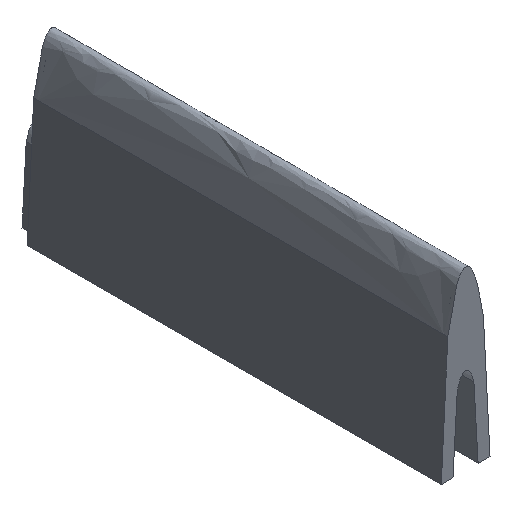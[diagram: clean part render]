
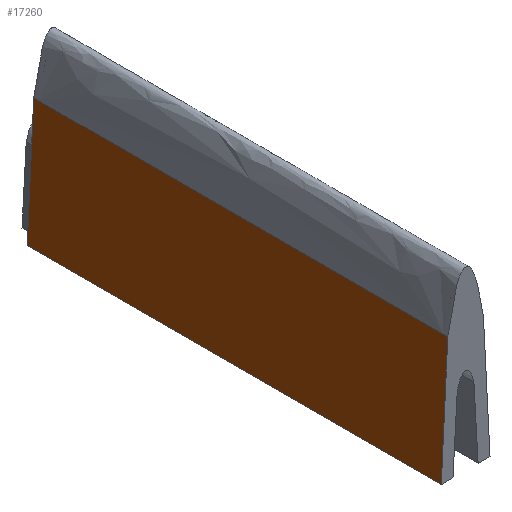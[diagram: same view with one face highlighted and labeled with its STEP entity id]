
A CAD part, isometric view. The second image highlights one B-rep face of the part: STEP entity #17260.
In plain terms, the highlighted free-form (B-spline) face has degree [1, 1] with [2, 2] control points.
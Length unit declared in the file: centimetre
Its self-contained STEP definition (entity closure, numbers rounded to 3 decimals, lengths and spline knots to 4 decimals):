
#100 = CARTESIAN_POINT ('', (-6.8158, -36.1083, 47.7839));
#110 = VERTEX_POINT ('', #100);
#640 = CARTESIAN_POINT ('', (-9.3377, -36.1083, 0.));
#650 = VERTEX_POINT ('', #640);
#660 = CARTESIAN_POINT ('', (-9.3377, -36.1083, 0.));
#670 = CARTESIAN_POINT ('', (-6.8158, -36.1083, 47.7839));
#680 = B_SPLINE_CURVE_WITH_KNOTS ('', 1, (#660, #670), .UNSPECIFIED., .F., .U., (2, 2), (1.0029, 2.0008), .UNSPECIFIED.);
#690 = EDGE_CURVE ('', #650, #110, #680, .T.);
#10550 = CARTESIAN_POINT ('', (-9.3377, 122.4917, 0.));
#10560 = VERTEX_POINT ('', #10550);
#10620 = CARTESIAN_POINT ('', (-6.8158, 122.4917, 47.7839));
#10630 = VERTEX_POINT ('', #10620);
#10640 = CARTESIAN_POINT ('', (-9.3377, 122.4917, 0.));
#10650 = CARTESIAN_POINT ('', (-6.8158, 122.4917, 47.7839));
#10660 = B_SPLINE_CURVE_WITH_KNOTS ('', 1, (#10640, #10650), .UNSPECIFIED., .F., .U., (2, 2), (1.0029, 2.0008), .UNSPECIFIED.);
#10670 = EDGE_CURVE ('', #10560, #10630, #10660, .T.);
#16720 = CARTESIAN_POINT ('', (-9.3377, -36.1083, 0.));
#16730 = CARTESIAN_POINT ('', (-9.3377, 122.4917, 0.));
#16740 = B_SPLINE_CURVE_WITH_KNOTS ('', 1, (#16720, #16730), .UNSPECIFIED., .F., .U., (2, 2), (0., 1.), .UNSPECIFIED.);
#16750 = EDGE_CURVE ('', #650, #10560, #16740, .T.);
#16970 = ORIENTED_EDGE ('', *, *, #690, .T.);
#16980 = CARTESIAN_POINT ('', (-6.8158, -34.5083, 47.7839));
#16990 = VERTEX_POINT ('', #16980);
#17000 = CARTESIAN_POINT ('', (-6.8158, -36.1083, 47.7839));
#17010 = CARTESIAN_POINT ('', (-6.8158, -34.5083, 47.7839));
#17020 = B_SPLINE_CURVE_WITH_KNOTS ('', 1, (#17000, #17010), .UNSPECIFIED., .F., .U., (2, 2), (0., 1.), .UNSPECIFIED.);
#17030 = EDGE_CURVE ('', #110, #16990, #17020, .T.);
#17040 = ORIENTED_EDGE ('', *, *, #17030, .T.);
#17050 = CARTESIAN_POINT ('', (-6.8158, 120.8917, 47.7839));
#17060 = VERTEX_POINT ('', #17050);
#17070 = CARTESIAN_POINT ('', (-6.8158, 120.8917, 47.7839));
#17080 = CARTESIAN_POINT ('', (-6.8158, -34.5083, 47.7839));
#17090 = B_SPLINE_CURVE_WITH_KNOTS ('', 1, (#17070, #17080), .UNSPECIFIED., .F., .U., (2, 2), (0., 1.), .UNSPECIFIED.);
#17100 = EDGE_CURVE ('', #17060, #16990, #17090, .T.);
#17110 = ORIENTED_EDGE ('', *, *, #17100, .F.);
#17120 = CARTESIAN_POINT ('', (-6.8158, 120.8917, 47.7839));
#17130 = CARTESIAN_POINT ('', (-6.8158, 122.4917, 47.7839));
#17140 = B_SPLINE_CURVE_WITH_KNOTS ('', 1, (#17120, #17130), .UNSPECIFIED., .F., .U., (2, 2), (0., 1.), .UNSPECIFIED.);
#17150 = EDGE_CURVE ('', #17060, #10630, #17140, .T.);
#17160 = ORIENTED_EDGE ('', *, *, #17150, .T.);
#17170 = ORIENTED_EDGE ('', *, *, #10670, .F.);
#17180 = ORIENTED_EDGE ('', *, *, #16750, .F.);
#17190 = EDGE_LOOP ('', (#16970, #17040, #17110, #17160, #17170, #17180));
#17200 = FACE_OUTER_BOUND ('', #17190, .T.);
#17210 = CARTESIAN_POINT ('', (-9.3451, -36.1083, -0.1389));
#17220 = CARTESIAN_POINT ('', (-9.3451, 122.4917, -0.1389));
#17230 = CARTESIAN_POINT ('', (-6.8158, -36.1083, 47.7839));
#17240 = CARTESIAN_POINT ('', (-6.8158, 122.4917, 47.7839));
#17250 = B_SPLINE_SURFACE_WITH_KNOTS ('', 1, 1, ((#17210, #17220), (#17230, #17240)), .UNSPECIFIED., .F., .F., .U., (2, 2), (2, 2), (1., 2.0008), (0., 99.125), .UNSPECIFIED.);
#17260 = ADVANCED_FACE ('', (#17200), #17250, .T.);
